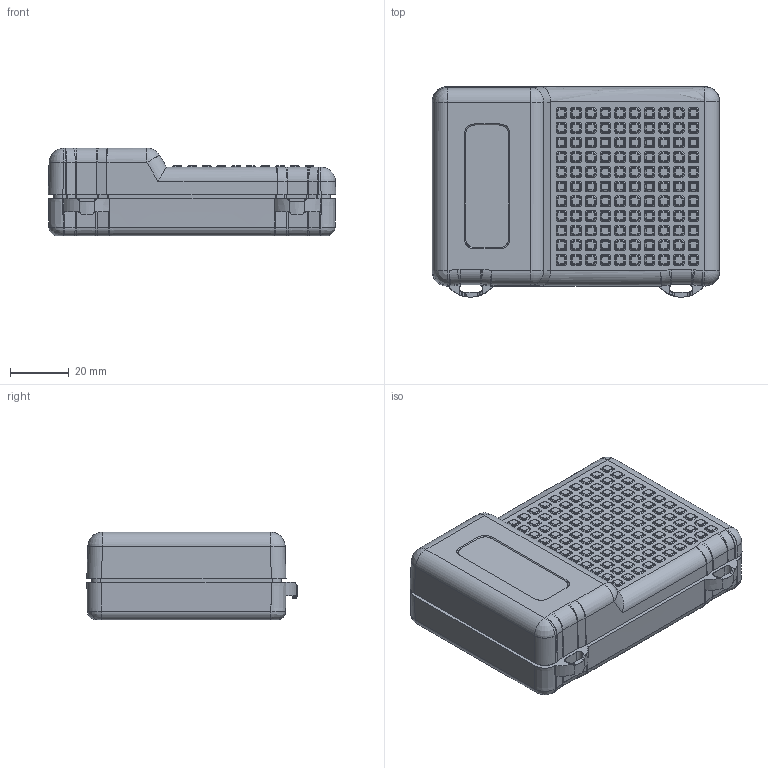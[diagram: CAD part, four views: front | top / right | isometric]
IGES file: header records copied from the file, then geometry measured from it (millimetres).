
Start section: SolidWorks IGES file using analytic representation for surfaces
Global section: file name: KM-320.IGS; native system: SolidWorks 2019; preprocessor: SolidWorks 2019; author: Lukas; date: 220128.173712; units: millimetre
Bounding box: 97.96 x 71.62 x 29.87 mm (x, y, z)
Surface area: 42355.3 mm2 (no closed solid volume)
Topology: 0 solids, 0 shells, 2308 faces, 17872 edges, 17848 vertices
Faces by surface type: bspline 1215, revolution 1093
